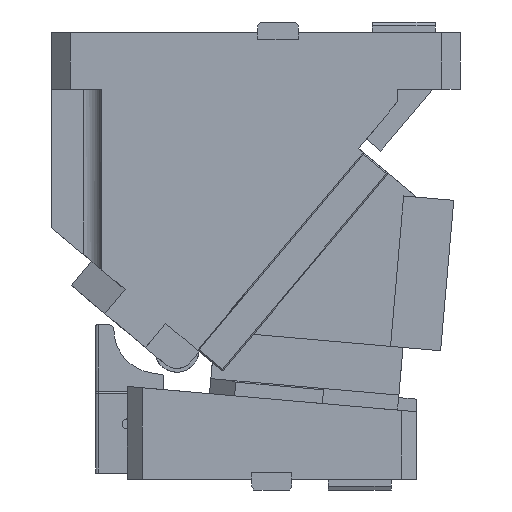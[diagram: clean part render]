
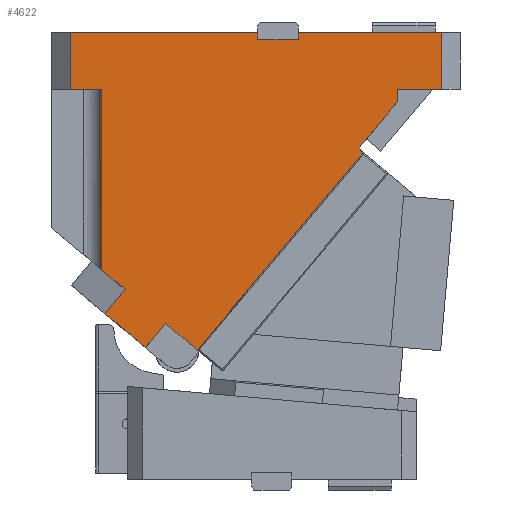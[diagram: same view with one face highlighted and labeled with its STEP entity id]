
A CAD part, front view. The second image highlights one B-rep face of the part: STEP entity #4622.
In plain terms, the highlighted planar face has unit normal (0, -1, 0).
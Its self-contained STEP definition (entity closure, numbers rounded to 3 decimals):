
#1236=CARTESIAN_POINT('Vertex',(136.,-45.,355.)) ;
#1239=CARTESIAN_POINT('Line Origine',(193.,-45.,355.)) ;
#1243=CARTESIAN_POINT('Vertex',(250.,-45.,355.)) ;
#1649=CARTESIAN_POINT('Vertex',(-45.,-45.,355.)) ;
#1652=CARTESIAN_POINT('Line Origine',(29.5,-45.,355.)) ;
#1656=CARTESIAN_POINT('Vertex',(104.,-45.,355.)) ;
#2275=CARTESIAN_POINT('Vertex',(250.,-45.,310.)) ;
#2278=CARTESIAN_POINT('Line Origine',(232.5,-45.,310.)) ;
#2282=CARTESIAN_POINT('Vertex',(215.,-45.,310.)) ;
#2718=CARTESIAN_POINT('Vertex',(14.613,-45.,104.688)) ;
#2721=CARTESIAN_POINT('Line Origine',(-1.499,-45.,118.207)) ;
#2725=CARTESIAN_POINT('Vertex',(-17.61,-45.,131.725)) ;
#4234=CARTESIAN_POINT('Vertex',(215.,-45.,300.038)) ;
#4237=CARTESIAN_POINT('Line Origine',(199.427,-45.,281.479)) ;
#4241=CARTESIAN_POINT('Vertex',(183.854,-45.,262.92)) ;
#4484=CARTESIAN_POINT('Vertex',(136.,-45.,349.5)) ;
#4487=CARTESIAN_POINT('Line Origine',(136.,-45.,352.25)) ;
#4499=CARTESIAN_POINT('Axis2P3D Location',(102.5,-45.,228.833)) ;
#4504=CARTESIAN_POINT('Line Origine',(-45.,-45.,332.5)) ;
#4508=CARTESIAN_POINT('Vertex',(-45.,-45.,310.)) ;
#4511=CARTESIAN_POINT('Line Origine',(-32.5,-45.,310.)) ;
#4515=CARTESIAN_POINT('Vertex',(-20.,-45.,310.)) ;
#4518=CARTESIAN_POINT('Line Origine',(-20.,-45.,261.311)) ;
#4522=CARTESIAN_POINT('Vertex',(-20.,-45.,212.622)) ;
#4525=CARTESIAN_POINT('Line Origine',(-20.,-45.,189.494)) ;
#4529=CARTESIAN_POINT('Vertex',(-20.,-45.,166.366)) ;
#4532=CARTESIAN_POINT('Line Origine',(-10.77,-45.,158.622)) ;
#4536=CARTESIAN_POINT('Vertex',(-1.54,-45.,150.877)) ;
#4539=CARTESIAN_POINT('Line Origine',(-9.575,-45.,141.301)) ;
#4544=CARTESIAN_POINT('Line Origine',(22.647,-45.,114.263)) ;
#4548=CARTESIAN_POINT('Vertex',(30.682,-45.,123.839)) ;
#4551=CARTESIAN_POINT('Line Origine',(43.298,-45.,113.253)) ;
#4555=CARTESIAN_POINT('Vertex',(55.913,-45.,102.668)) ;
#4558=CARTESIAN_POINT('Line Origine',(120.192,-45.,179.272)) ;
#4562=CARTESIAN_POINT('Vertex',(184.471,-45.,255.876)) ;
#4565=CARTESIAN_POINT('Line Origine',(186.078,-45.,257.791)) ;
#4569=CARTESIAN_POINT('Vertex',(187.684,-45.,259.706)) ;
#4572=CARTESIAN_POINT('Line Origine',(185.769,-45.,261.313)) ;
#4577=CARTESIAN_POINT('Line Origine',(215.,-45.,305.019)) ;
#4582=CARTESIAN_POINT('Line Origine',(250.,-45.,332.5)) ;
#4587=CARTESIAN_POINT('Line Origine',(120.,-45.,349.5)) ;
#4591=CARTESIAN_POINT('Vertex',(104.,-45.,349.5)) ;
#4594=CARTESIAN_POINT('Line Origine',(104.,-45.,352.25)) ;
#1240=DIRECTION('Vector Direction',(-1.,0.,0.)) ;
#1653=DIRECTION('Vector Direction',(-1.,0.,0.)) ;
#2279=DIRECTION('Vector Direction',(-1.,0.,0.)) ;
#2722=DIRECTION('Vector Direction',(-0.766,0.,0.643)) ;
#4238=DIRECTION('Vector Direction',(0.643,0.,0.766)) ;
#4488=DIRECTION('Vector Direction',(0.,0.,-1.)) ;
#4500=DIRECTION('Axis2P3D Direction',(0.,1.,-0.)) ;
#4501=DIRECTION('Axis2P3D XDirection',(-1.,0.,0.)) ;
#4505=DIRECTION('Vector Direction',(0.,0.,1.)) ;
#4512=DIRECTION('Vector Direction',(-1.,0.,0.)) ;
#4519=DIRECTION('Vector Direction',(0.,0.,1.)) ;
#4526=DIRECTION('Vector Direction',(0.,0.,1.)) ;
#4533=DIRECTION('Vector Direction',(0.766,0.,-0.643)) ;
#4540=DIRECTION('Vector Direction',(-0.643,0.,-0.766)) ;
#4545=DIRECTION('Vector Direction',(-0.643,0.,-0.766)) ;
#4552=DIRECTION('Vector Direction',(0.766,0.,-0.643)) ;
#4559=DIRECTION('Vector Direction',(-0.643,0.,-0.766)) ;
#4566=DIRECTION('Vector Direction',(-0.643,0.,-0.766)) ;
#4573=DIRECTION('Vector Direction',(0.766,0.,-0.643)) ;
#4578=DIRECTION('Vector Direction',(0.,0.,-1.)) ;
#4583=DIRECTION('Vector Direction',(0.,0.,-1.)) ;
#4588=DIRECTION('Vector Direction',(1.,0.,0.)) ;
#4595=DIRECTION('Vector Direction',(0.,0.,1.)) ;
#4502=AXIS2_PLACEMENT_3D('Plane Axis2P3D',#4499,#4500,#4501) ;
#4600=ORIENTED_EDGE('',*,*,#4510,.F.) ;
#4601=ORIENTED_EDGE('',*,*,#4517,.F.) ;
#4602=ORIENTED_EDGE('',*,*,#4524,.F.) ;
#4603=ORIENTED_EDGE('',*,*,#4531,.F.) ;
#4604=ORIENTED_EDGE('',*,*,#4538,.T.) ;
#4605=ORIENTED_EDGE('',*,*,#4543,.T.) ;
#4606=ORIENTED_EDGE('',*,*,#2727,.F.) ;
#4607=ORIENTED_EDGE('',*,*,#4550,.F.) ;
#4608=ORIENTED_EDGE('',*,*,#4557,.T.) ;
#4609=ORIENTED_EDGE('',*,*,#4564,.F.) ;
#4610=ORIENTED_EDGE('',*,*,#4571,.F.) ;
#4611=ORIENTED_EDGE('',*,*,#4576,.F.) ;
#4612=ORIENTED_EDGE('',*,*,#4243,.T.) ;
#4613=ORIENTED_EDGE('',*,*,#4581,.F.) ;
#4614=ORIENTED_EDGE('',*,*,#2284,.F.) ;
#4615=ORIENTED_EDGE('',*,*,#4586,.F.) ;
#4616=ORIENTED_EDGE('',*,*,#1245,.T.) ;
#4617=ORIENTED_EDGE('',*,*,#4491,.T.) ;
#4618=ORIENTED_EDGE('',*,*,#4593,.F.) ;
#4619=ORIENTED_EDGE('',*,*,#4598,.T.) ;
#4620=ORIENTED_EDGE('',*,*,#1658,.T.) ;
#1241=VECTOR('Line Direction',#1240,1.) ;
#1654=VECTOR('Line Direction',#1653,1.) ;
#2280=VECTOR('Line Direction',#2279,1.) ;
#2723=VECTOR('Line Direction',#2722,1.) ;
#4239=VECTOR('Line Direction',#4238,1.) ;
#4489=VECTOR('Line Direction',#4488,1.) ;
#4506=VECTOR('Line Direction',#4505,1.) ;
#4513=VECTOR('Line Direction',#4512,1.) ;
#4520=VECTOR('Line Direction',#4519,1.) ;
#4527=VECTOR('Line Direction',#4526,1.) ;
#4534=VECTOR('Line Direction',#4533,1.) ;
#4541=VECTOR('Line Direction',#4540,1.) ;
#4546=VECTOR('Line Direction',#4545,1.) ;
#4553=VECTOR('Line Direction',#4552,1.) ;
#4560=VECTOR('Line Direction',#4559,1.) ;
#4567=VECTOR('Line Direction',#4566,1.) ;
#4574=VECTOR('Line Direction',#4573,1.) ;
#4579=VECTOR('Line Direction',#4578,1.) ;
#4584=VECTOR('Line Direction',#4583,1.) ;
#4589=VECTOR('Line Direction',#4588,1.) ;
#4596=VECTOR('Line Direction',#4595,1.) ;
#4622=ADVANCED_FACE('CAM HOLDER',(#4621),#4503,.F.) ;
#1245=EDGE_CURVE('',#1244,#1237,#1242,.T.) ;
#1658=EDGE_CURVE('',#1657,#1650,#1655,.T.) ;
#2284=EDGE_CURVE('',#2276,#2283,#2281,.T.) ;
#2727=EDGE_CURVE('',#2719,#2726,#2724,.T.) ;
#4243=EDGE_CURVE('',#4242,#4235,#4240,.T.) ;
#4491=EDGE_CURVE('',#1237,#4485,#4490,.T.) ;
#4510=EDGE_CURVE('',#4509,#1650,#4507,.T.) ;
#4517=EDGE_CURVE('',#4516,#4509,#4514,.T.) ;
#4524=EDGE_CURVE('',#4523,#4516,#4521,.T.) ;
#4531=EDGE_CURVE('',#4530,#4523,#4528,.T.) ;
#4538=EDGE_CURVE('',#4530,#4537,#4535,.T.) ;
#4543=EDGE_CURVE('',#4537,#2726,#4542,.T.) ;
#4550=EDGE_CURVE('',#4549,#2719,#4547,.T.) ;
#4557=EDGE_CURVE('',#4549,#4556,#4554,.T.) ;
#4564=EDGE_CURVE('',#4563,#4556,#4561,.T.) ;
#4571=EDGE_CURVE('',#4570,#4563,#4568,.T.) ;
#4576=EDGE_CURVE('',#4242,#4570,#4575,.T.) ;
#4581=EDGE_CURVE('',#2283,#4235,#4580,.T.) ;
#4586=EDGE_CURVE('',#1244,#2276,#4585,.T.) ;
#4593=EDGE_CURVE('',#4592,#4485,#4590,.T.) ;
#4598=EDGE_CURVE('',#4592,#1657,#4597,.T.) ;
#4599=EDGE_LOOP('',(#4600,#4601,#4602,#4603,#4604,#4605,#4606,#4607,#4608,#4609,#4610,#4611,#4612,#4613,#4614,#4615,#4616,#4617,#4618,#4619,#4620)) ;
#4621=FACE_OUTER_BOUND('',#4599,.T.) ;
#1242=LINE('Line',#1239,#1241) ;
#1655=LINE('Line',#1652,#1654) ;
#2281=LINE('Line',#2278,#2280) ;
#2724=LINE('Line',#2721,#2723) ;
#4240=LINE('Line',#4237,#4239) ;
#4490=LINE('Line',#4487,#4489) ;
#4507=LINE('Line',#4504,#4506) ;
#4514=LINE('Line',#4511,#4513) ;
#4521=LINE('Line',#4518,#4520) ;
#4528=LINE('Line',#4525,#4527) ;
#4535=LINE('Line',#4532,#4534) ;
#4542=LINE('Line',#4539,#4541) ;
#4547=LINE('Line',#4544,#4546) ;
#4554=LINE('Line',#4551,#4553) ;
#4561=LINE('Line',#4558,#4560) ;
#4568=LINE('Line',#4565,#4567) ;
#4575=LINE('Line',#4572,#4574) ;
#4580=LINE('Line',#4577,#4579) ;
#4585=LINE('Line',#4582,#4584) ;
#4590=LINE('Line',#4587,#4589) ;
#4597=LINE('Line',#4594,#4596) ;
#4503=PLANE('Plane',#4502) ;
#1237=VERTEX_POINT('',#1236) ;
#1244=VERTEX_POINT('',#1243) ;
#1650=VERTEX_POINT('',#1649) ;
#1657=VERTEX_POINT('',#1656) ;
#2276=VERTEX_POINT('',#2275) ;
#2283=VERTEX_POINT('',#2282) ;
#2719=VERTEX_POINT('',#2718) ;
#2726=VERTEX_POINT('',#2725) ;
#4235=VERTEX_POINT('',#4234) ;
#4242=VERTEX_POINT('',#4241) ;
#4485=VERTEX_POINT('',#4484) ;
#4509=VERTEX_POINT('',#4508) ;
#4516=VERTEX_POINT('',#4515) ;
#4523=VERTEX_POINT('',#4522) ;
#4530=VERTEX_POINT('',#4529) ;
#4537=VERTEX_POINT('',#4536) ;
#4549=VERTEX_POINT('',#4548) ;
#4556=VERTEX_POINT('',#4555) ;
#4563=VERTEX_POINT('',#4562) ;
#4570=VERTEX_POINT('',#4569) ;
#4592=VERTEX_POINT('',#4591) ;
